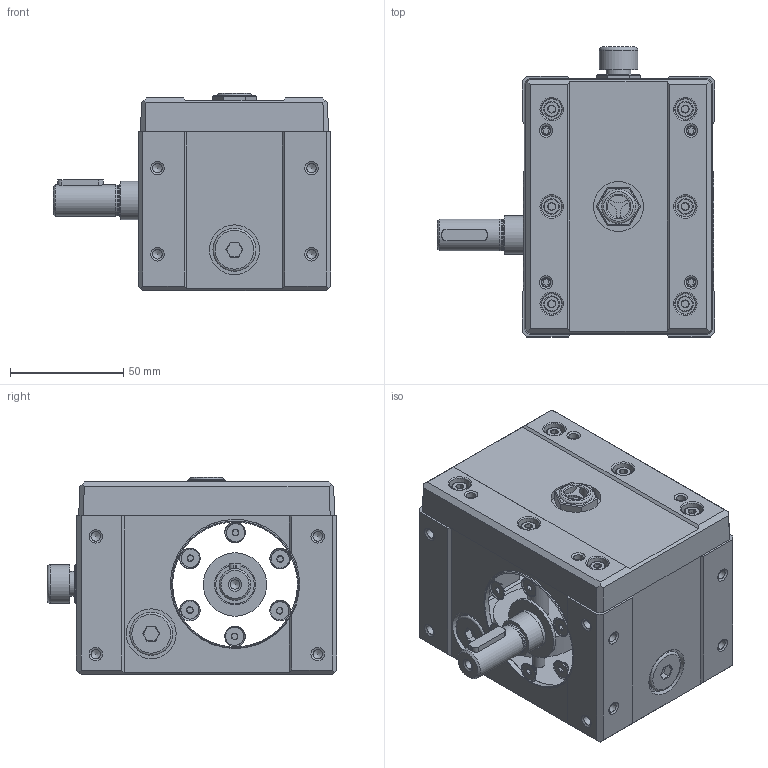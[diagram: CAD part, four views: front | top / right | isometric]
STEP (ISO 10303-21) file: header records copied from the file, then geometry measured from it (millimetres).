
FILE_DESCRIPTION( ( 'Unknown' ), '1' );
FILE_NAME( '1-1MH.stp', 'Unknown', ( 'Unknown' ), ( 'Unknown' ), 'PSStep 13.0', 'Unknown', ' ' );
FILE_SCHEMA( ( 'AUTOMOTIVE_DESIGN { 1 0 10303 214 1 1 1 1 }' ) );
Length unit declared in the file: millimetre
Products named in the file (1): Gehaeuse
Bounding box: 122.5 x 128 x 87 mm (x, y, z)
Volume: 784431 mm3; surface area: 72929.7 mm2
Topology: 1 solids, 11 shells, 689 faces, 1701 edges, 1097 vertices
Faces by surface type: plane 414, cone 129, cylinder 118, torus 28
Full cylindrical faces by diameter (mm): 4 x6, 4.2 x25, 4.5 x6, 5.5 x4, 7 x6, 9.155 x1, 10 x1, 11 x1, 13.6 x1, 14 x2, 17 x4, 18 x1, 19 x5, 22 x5, 28 x1, 40 x1, 56 x2, 57 x2
Entity records: 28281 total; most frequent: CARTESIAN_POINT 7930, DIRECTION 3003, ORIENTED_EDGE 2802, EDGE_CURVE 1401, AXIS2_PLACEMENT_3D 1099, VERTEX_POINT 998, EDGE_LOOP 954, LINE 805
